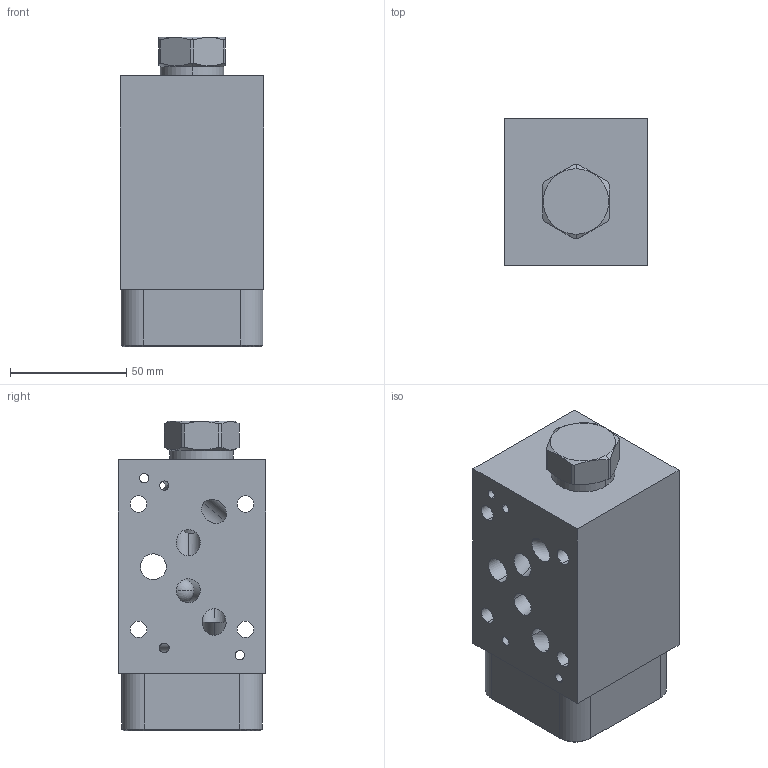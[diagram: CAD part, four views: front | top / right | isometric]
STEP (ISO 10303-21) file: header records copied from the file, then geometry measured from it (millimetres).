
FILE_DESCRIPTION((''),'2;1');
FILE_NAME('CJ2_ASM','2021-04-28T',('ProEService'),(''),'PRO/ENGINEER BY PARAMETRIC TECHNOLOGY CORPORATION, 2014200','PRO/ENGINEER BY PARAMETRIC TECHNOLOGY CORPORATION, 2014200','');
FILE_SCHEMA(('CONFIG_CONTROL_DESIGN'));
Length unit declared in the file: inch
Products named in the file (3): 150-701; CXFAXAN; CJ2_ASM
Assembly tree (2 placements, depth 2):
  CJ2_ASM
    150-701
    CXFAXAN
Bounding box: 61.93 x 63.5 x 133.32 mm (x, y, z)
Volume: 392646.7 mm3; surface area: 69784 mm2
Topology: 4 solids, 4 shells, 227 faces, 823 edges, 745 vertices
Faces by surface type: cylinder 104, cone 42, plane 38, torus 24, sphere 11, revolution 8
Entity records: 11187 total; most frequent: CARTESIAN_POINT 4327, DIRECTION 1432, ORIENTED_EDGE 1128, EDGE_CURVE 564, AXIS2_PLACEMENT_3D 491, VECTOR 442, LINE 442, VERTEX_POINT 353
